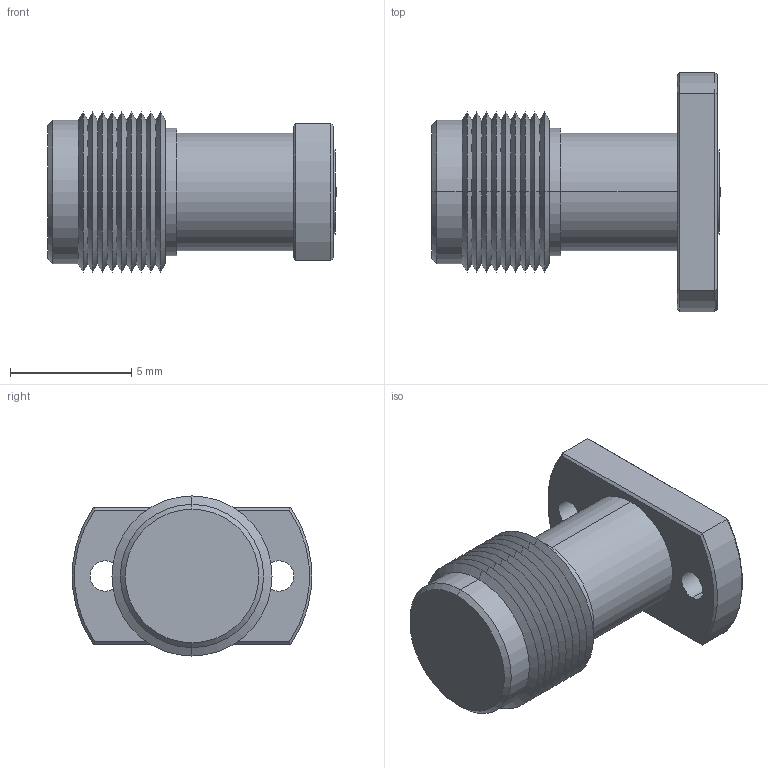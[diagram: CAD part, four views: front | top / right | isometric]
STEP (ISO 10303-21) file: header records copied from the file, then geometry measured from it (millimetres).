
FILE_DESCRIPTION (( 'STEP AP203' ), '1' );
FILE_NAME ('PE45688_3D.STEP', '2021-07-15T13:02:09', ( '' ), ( '' ), 'SwSTEP 2.0', 'SolidWorks 2020', '' );
FILE_SCHEMA (( 'CONFIG_CONTROL_DESIGN' ));
Length unit declared in the file: millimetre
Products named in the file (1): PE45688_3D
Bounding box: 11.9 x 9.86 x 6.6 mm (x, y, z)
Volume: 326.6 mm3; surface area: 421.7 mm2
Topology: 1 solids, 1 shells, 77 faces, 158 edges, 90 vertices
Faces by surface type: cone 42, cylinder 20, plane 15
Entity records: 2099 total; most frequent: DIRECTION 388, CARTESIAN_POINT 350, ORIENTED_EDGE 316, AXIS2_PLACEMENT_3D 160, EDGE_CURVE 158, VERTEX_POINT 90, EDGE_LOOP 88, CIRCLE 82
